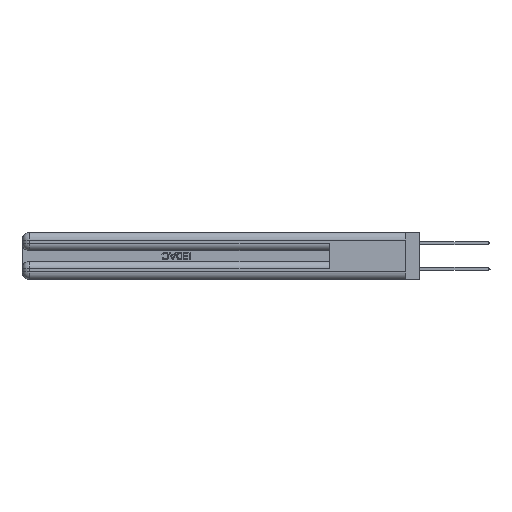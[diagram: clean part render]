
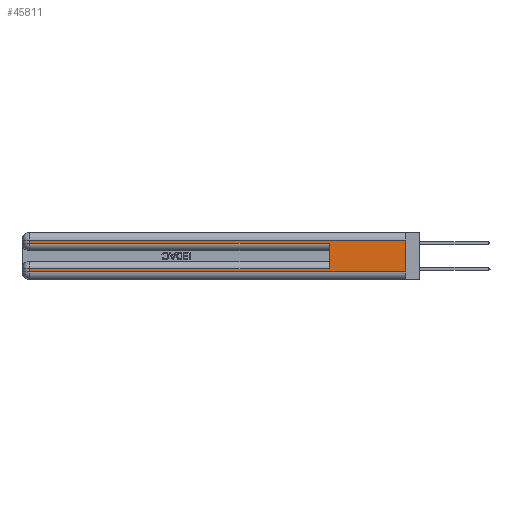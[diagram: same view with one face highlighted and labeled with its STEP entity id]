
A CAD part, left-side view. The second image highlights one B-rep face of the part: STEP entity #45811.
In plain terms, the highlighted planar face has unit normal (-1, 0, 0).
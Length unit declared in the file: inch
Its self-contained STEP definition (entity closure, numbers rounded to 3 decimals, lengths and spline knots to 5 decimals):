
#2029 = AXIS2_PLACEMENT_3D ( 'NONE', #17178, #2934, #27863 ) ;
#2056 = DIRECTION ( 'NONE',  ( 0., 0., -1. ) ) ;
#2335 = VECTOR ( 'NONE', #36795, 39.37008 ) ;
#2361 = LINE ( 'NONE', #23446, #30803 ) ;
#2934 = DIRECTION ( 'NONE',  ( 1., 0., 0. ) ) ;
#3918 = ORIENTED_EDGE ( 'NONE', *, *, #8698, .T. ) ;
#4182 = CARTESIAN_POINT ( 'NONE',  ( 0., 2.94, 0.06 ) ) ;
#4340 = CARTESIAN_POINT ( 'NONE',  ( 0., 2.94, 0.37 ) ) ;
#7054 = CARTESIAN_POINT ( 'NONE',  ( 0., 2.94, 0.285 ) ) ;
#7387 = VECTOR ( 'NONE', #7959, 39.37008 ) ;
#7959 = DIRECTION ( 'NONE',  ( 0., 0., -1. ) ) ;
#8499 = LINE ( 'NONE', #4340, #7387 ) ;
#8698 = EDGE_CURVE ( 'NONE', #28258, #41363, #24848, .T. ) ;
#10789 = CARTESIAN_POINT ( 'NONE',  ( 0., 0., 0.06 ) ) ;
#11069 = EDGE_CURVE ( 'NONE', #35380, #26017, #19086, .T. ) ;
#11134 = EDGE_CURVE ( 'NONE', #42340, #35380, #8499, .T. ) ;
#11198 = CARTESIAN_POINT ( 'NONE',  ( 0., 2.94, 0.31 ) ) ;
#11216 = CARTESIAN_POINT ( 'NONE',  ( 0., 0., 0.06 ) ) ;
#11875 = LINE ( 'NONE', #13434, #2335 ) ;
#12321 = ORIENTED_EDGE ( 'NONE', *, *, #30149, .F. ) ;
#12734 = CARTESIAN_POINT ( 'NONE',  ( 0., 0., 0.31 ) ) ;
#13434 = CARTESIAN_POINT ( 'NONE',  ( 0., 0.6, 0.145 ) ) ;
#14024 = ORIENTED_EDGE ( 'NONE', *, *, #11069, .T. ) ;
#14824 = DIRECTION ( 'NONE',  ( 0., -1., 0. ) ) ;
#14996 = VECTOR ( 'NONE', #19799, 39.37008 ) ;
#15055 = EDGE_CURVE ( 'NONE', #19401, #39546, #11875, .T. ) ;
#16074 = CARTESIAN_POINT ( 'NONE',  ( 0., 2.94, 0.37 ) ) ;
#16090 = EDGE_LOOP ( 'NONE', ( #12321, #3918, #34543, #16794, #37841, #20108, #38954, #14024 ) ) ;
#16794 = ORIENTED_EDGE ( 'NONE', *, *, #46113, .T. ) ;
#17178 = CARTESIAN_POINT ( 'NONE',  ( 0., 0., 0.37 ) ) ;
#18841 = DIRECTION ( 'NONE',  ( 0., -1., 0. ) ) ;
#19086 = LINE ( 'NONE', #11216, #36810 ) ;
#19401 = VERTEX_POINT ( 'NONE', #29677 ) ;
#19799 = DIRECTION ( 'NONE',  ( 0., 1., 0. ) ) ;
#20108 = ORIENTED_EDGE ( 'NONE', *, *, #26386, .T. ) ;
#20718 = PLANE ( 'NONE',  #2029 ) ;
#20775 = VECTOR ( 'NONE', #18841, 39.37008 ) ;
#21891 = LINE ( 'NONE', #29390, #20775 ) ;
#23172 = CARTESIAN_POINT ( 'NONE',  ( 0., 0.6, 0.285 ) ) ;
#23189 = DIRECTION ( 'NONE',  ( 0., 0., -1. ) ) ;
#23446 = CARTESIAN_POINT ( 'NONE',  ( 0., 0., 0.37 ) ) ;
#23877 = EDGE_CURVE ( 'NONE', #41363, #29741, #43769, .T. ) ;
#24260 = CARTESIAN_POINT ( 'NONE',  ( 0., 0., 0.31 ) ) ;
#24848 = LINE ( 'NONE', #12734, #42604 ) ;
#24910 = VECTOR ( 'NONE', #23189, 39.37008 ) ;
#26017 = VERTEX_POINT ( 'NONE', #10789 ) ;
#26386 = EDGE_CURVE ( 'NONE', #19401, #42340, #43266, .T. ) ;
#27863 = DIRECTION ( 'NONE',  ( 0., 0., -1. ) ) ;
#28258 = VERTEX_POINT ( 'NONE', #24260 ) ;
#29390 = CARTESIAN_POINT ( 'NONE',  ( 0., 0., 0.285 ) ) ;
#29677 = CARTESIAN_POINT ( 'NONE',  ( 0., 0.6, 0.085 ) ) ;
#29741 = VERTEX_POINT ( 'NONE', #7054 ) ;
#30149 = EDGE_CURVE ( 'NONE', #28258, #26017, #2361, .T. ) ;
#30431 = DIRECTION ( 'NONE',  ( 0., 1., 0. ) ) ;
#30803 = VECTOR ( 'NONE', #2056, 39.37008 ) ;
#34543 = ORIENTED_EDGE ( 'NONE', *, *, #23877, .T. ) ;
#35380 = VERTEX_POINT ( 'NONE', #4182 ) ;
#36795 = DIRECTION ( 'NONE',  ( 0., 0., 1. ) ) ;
#36810 = VECTOR ( 'NONE', #14824, 39.37008 ) ;
#37841 = ORIENTED_EDGE ( 'NONE', *, *, #15055, .F. ) ;
#38741 = CARTESIAN_POINT ( 'NONE',  ( 0., 2.94, 0.085 ) ) ;
#38954 = ORIENTED_EDGE ( 'NONE', *, *, #11134, .T. ) ;
#39546 = VERTEX_POINT ( 'NONE', #23172 ) ;
#41363 = VERTEX_POINT ( 'NONE', #11198 ) ;
#42340 = VERTEX_POINT ( 'NONE', #38741 ) ;
#42444 = FACE_OUTER_BOUND ( 'NONE', #16090, .T. ) ;
#42604 = VECTOR ( 'NONE', #30431, 39.37008 ) ;
#43266 = LINE ( 'NONE', #44580, #14996 ) ;
#43769 = LINE ( 'NONE', #16074, #24910 ) ;
#44580 = CARTESIAN_POINT ( 'NONE',  ( 0., 0., 0.085 ) ) ;
#45811 = ADVANCED_FACE ( 'NONE', ( #42444 ), #20718, .F. ) ;
#46113 = EDGE_CURVE ( 'NONE', #29741, #39546, #21891, .T. ) ;
